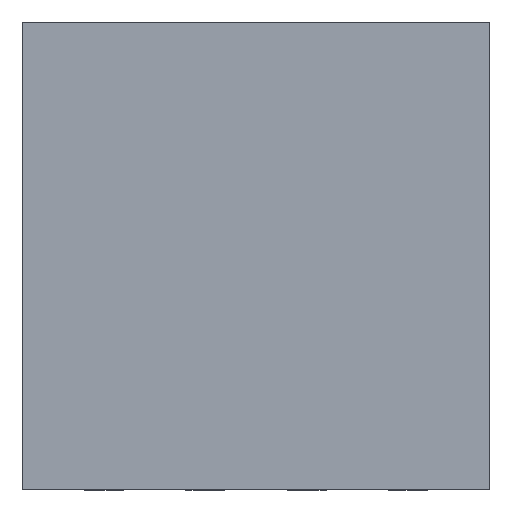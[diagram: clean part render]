
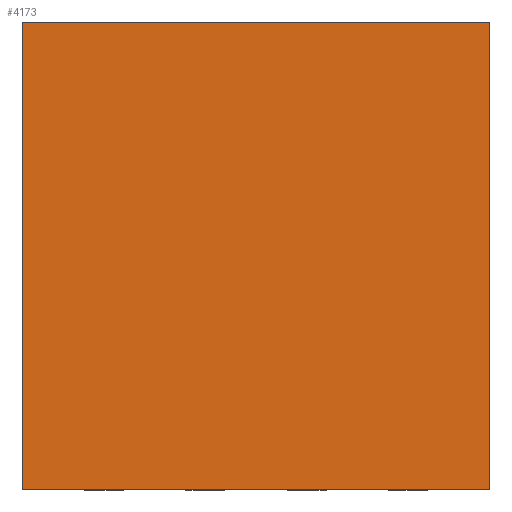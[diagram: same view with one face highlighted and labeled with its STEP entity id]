
A CAD part, top view. The second image highlights one B-rep face of the part: STEP entity #4173.
In plain terms, the highlighted planar face has unit normal (0, 0, 1).
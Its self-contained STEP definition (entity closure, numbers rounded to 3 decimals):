
#764=ORIENTED_EDGE('',*,*,#1678,.T.);
#765=ORIENTED_EDGE('',*,*,#1662,.T.);
#766=ORIENTED_EDGE('',*,*,#1679,.T.);
#767=ORIENTED_EDGE('',*,*,#1666,.T.);
#1662=EDGE_CURVE('',#2183,#2182,#2644,.T.);
#1666=EDGE_CURVE('',#2187,#2186,#2648,.T.);
#1678=EDGE_CURVE('',#2186,#2183,#2660,.T.);
#1679=EDGE_CURVE('',#2182,#2187,#2661,.T.);
#2182=VERTEX_POINT('',#7107);
#2183=VERTEX_POINT('',#7109);
#2186=VERTEX_POINT('',#7116);
#2187=VERTEX_POINT('',#7118);
#2644=LINE('',#7108,#3180);
#2648=LINE('',#7117,#3184);
#2660=LINE('',#7134,#3196);
#2661=LINE('',#7136,#3197);
#3180=VECTOR('',#5917,1000.);
#3184=VECTOR('',#5923,1000.);
#3196=VECTOR('',#5943,1000.);
#3197=VECTOR('',#5946,1000.);
#3565=EDGE_LOOP('',(#764,#765,#766,#767));
#3783=FACE_BOUND('',#3565,.T.);
#3978=PLANE('',#5240);
#4173=ADVANCED_FACE('',(#3783),#3978,.T.);
#5240=AXIS2_PLACEMENT_3D('',#7137,#5947,#5948);
#5917=DIRECTION('',(0.,-1.,0.));
#5923=DIRECTION('',(0.,1.,0.));
#5943=DIRECTION('',(-1.,0.,0.));
#5946=DIRECTION('',(1.,0.,0.));
#5947=DIRECTION('',(0.,0.,1.));
#5948=DIRECTION('',(1.,0.,0.));
#7107=CARTESIAN_POINT('',(-1.5,-1.5,0.8));
#7108=CARTESIAN_POINT('',(-1.5,1.5,0.8));
#7109=CARTESIAN_POINT('',(-1.5,1.5,0.8));
#7116=CARTESIAN_POINT('',(1.5,1.5,0.8));
#7117=CARTESIAN_POINT('',(1.5,-1.5,0.8));
#7118=CARTESIAN_POINT('',(1.5,-1.5,0.8));
#7134=CARTESIAN_POINT('',(1.5,1.5,0.8));
#7136=CARTESIAN_POINT('',(-1.5,-1.5,0.8));
#7137=CARTESIAN_POINT('',(0.,0.,0.8));
